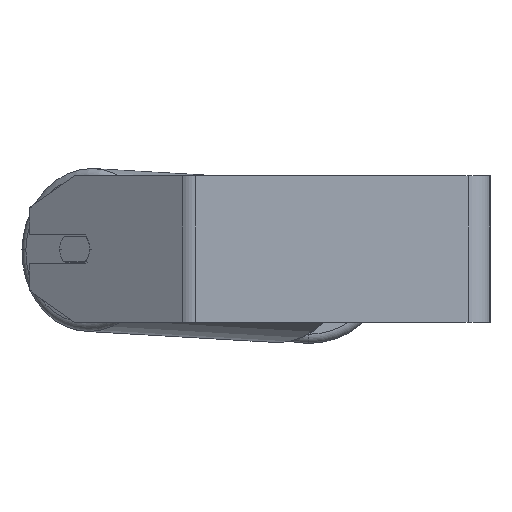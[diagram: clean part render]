
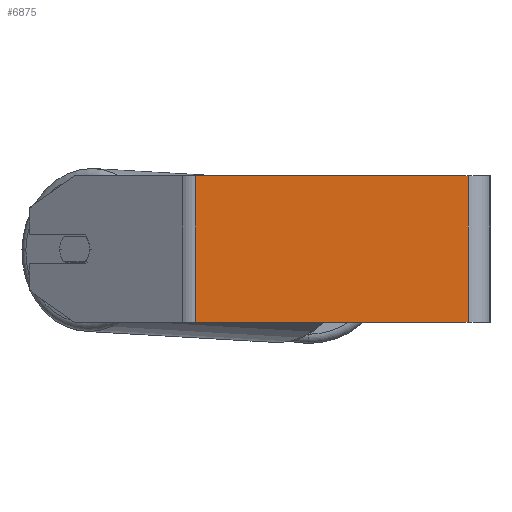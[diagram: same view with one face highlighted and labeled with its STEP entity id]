
A CAD part, left-side view. The second image highlights one B-rep face of the part: STEP entity #6875.
In plain terms, the highlighted planar face has unit normal (-1, 0, 0).
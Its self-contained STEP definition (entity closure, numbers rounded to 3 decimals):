
#11 = LINE ( 'NONE', #6114, #8324 ) ;
#245 = EDGE_LOOP ( 'NONE', ( #3041, #4646, #4810, #6534 ) ) ;
#253 = VECTOR ( 'NONE', #8697, 1000. ) ;
#792 = CARTESIAN_POINT ( 'NONE',  ( -340., 160.755, -40. ) ) ;
#1627 = CARTESIAN_POINT ( 'NONE',  ( -340., 12., 40. ) ) ;
#2136 = EDGE_CURVE ( 'NONE', #5744, #3007, #5994, .T. ) ;
#2662 = CARTESIAN_POINT ( 'NONE',  ( -340., 12., 40. ) ) ;
#2761 = LINE ( 'NONE', #3030, #6076 ) ;
#3007 = VERTEX_POINT ( 'NONE', #1627 ) ;
#3030 = CARTESIAN_POINT ( 'NONE',  ( -340., 160.755, 40. ) ) ;
#3041 = ORIENTED_EDGE ( 'NONE', *, *, #7434, .T. ) ;
#3259 = AXIS2_PLACEMENT_3D ( 'NONE', #6446, #7728, #7117 ) ;
#3363 = DIRECTION ( 'NONE',  ( 0., 0., -1. ) ) ;
#3732 = FACE_OUTER_BOUND ( 'NONE', #245, .T. ) ;
#3780 = CARTESIAN_POINT ( 'NONE',  ( -340., 164.539, 40. ) ) ;
#4154 = DIRECTION ( 'NONE',  ( 0., -1., 0. ) ) ;
#4646 = ORIENTED_EDGE ( 'NONE', *, *, #7487, .F. ) ;
#4810 = ORIENTED_EDGE ( 'NONE', *, *, #2136, .F. ) ;
#5017 = PLANE ( 'NONE',  #3259 ) ;
#5211 = VECTOR ( 'NONE', #3363, 1000. ) ;
#5595 = VERTEX_POINT ( 'NONE', #6133 ) ;
#5628 = EDGE_CURVE ( 'NONE', #5744, #7539, #2761, .T. ) ;
#5744 = VERTEX_POINT ( 'NONE', #6310 ) ;
#5778 = DIRECTION ( 'NONE',  ( 0., 0., -1. ) ) ;
#5994 = LINE ( 'NONE', #3780, #253 ) ;
#6076 = VECTOR ( 'NONE', #5778, 1000. ) ;
#6114 = CARTESIAN_POINT ( 'NONE',  ( -340., 164.539, -40. ) ) ;
#6133 = CARTESIAN_POINT ( 'NONE',  ( -340., 12., -40. ) ) ;
#6310 = CARTESIAN_POINT ( 'NONE',  ( -340., 160.755, 40. ) ) ;
#6446 = CARTESIAN_POINT ( 'NONE',  ( -340., 164.539, 40. ) ) ;
#6534 = ORIENTED_EDGE ( 'NONE', *, *, #5628, .T. ) ;
#6875 = ADVANCED_FACE ( 'NONE', ( #3732 ), #5017, .F. ) ;
#7117 = DIRECTION ( 'NONE',  ( 0., 0., -1. ) ) ;
#7402 = LINE ( 'NONE', #2662, #5211 ) ;
#7434 = EDGE_CURVE ( 'NONE', #7539, #5595, #11, .T. ) ;
#7487 = EDGE_CURVE ( 'NONE', #3007, #5595, #7402, .T. ) ;
#7539 = VERTEX_POINT ( 'NONE', #792 ) ;
#7728 = DIRECTION ( 'NONE',  ( 1., 0., 0. ) ) ;
#8324 = VECTOR ( 'NONE', #4154, 1000. ) ;
#8697 = DIRECTION ( 'NONE',  ( 0., -1., 0. ) ) ;
